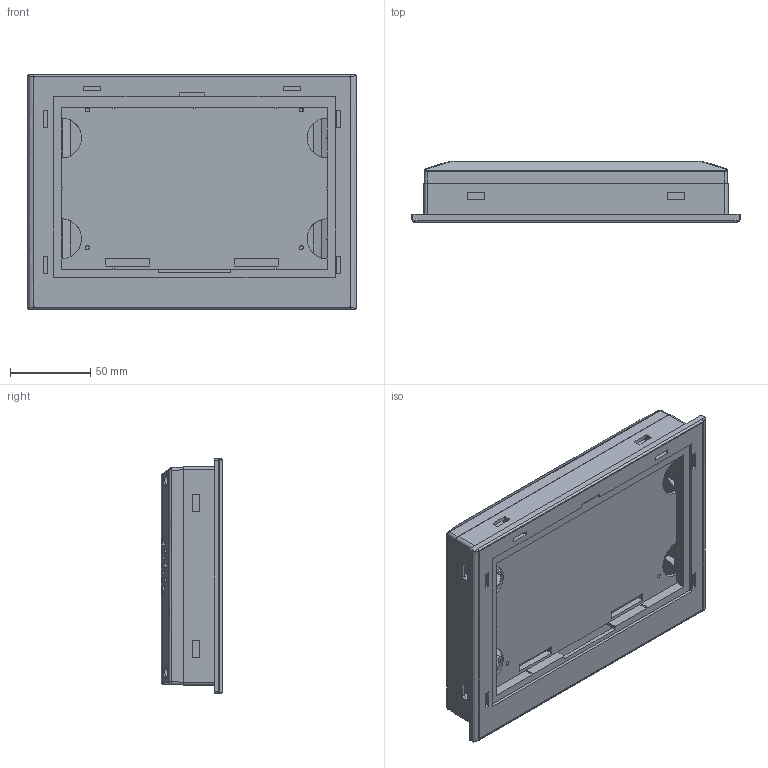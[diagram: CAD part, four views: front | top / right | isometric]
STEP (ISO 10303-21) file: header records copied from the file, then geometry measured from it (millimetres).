
FILE_DESCRIPTION(/* description */ (''),/* implementation_level */ '2;1');
FILE_NAME(/* name */ 'TG765S~2',/* time_stamp */ '2020-12-22T09:01:02+08:00',/* author */ (''),/* organization */ (''),/* preprocessor_version */ 'ST-DEVELOPER v15',/* originating_system */ '',/* authorisation */ '');
FILE_SCHEMA (('AUTOMOTIVE_DESIGN'));
Length unit declared in the file: millimetre
Products named in the file (3): Document; TG765-XG-1601; TG765-SG-150925
Assembly tree (2 placements, depth 2):
  Document
    TG765-XG-1601
    TG765-SG-150925
Bounding box: 205.4 x 38.35 x 146.5 mm (x, y, z)
Volume: 69541.3 mm3; surface area: 188055.8 mm2
Topology: 7 solids, 8 shells, 2046 faces, 5962 edges, 3923 vertices
Faces by surface type: plane 1598, bspline 448
Entity records: 72535 total; most frequent: CARTESIAN_POINT 33598, ORIENTED_EDGE 11904, EDGE_CURVE 5958, B_SPLINE_CURVE_WITH_KNOTS 5432, VERTEX_POINT 3923, EDGE_LOOP 2330, ADVANCED_FACE 2046, FACE_OUTER_BOUND 2046
